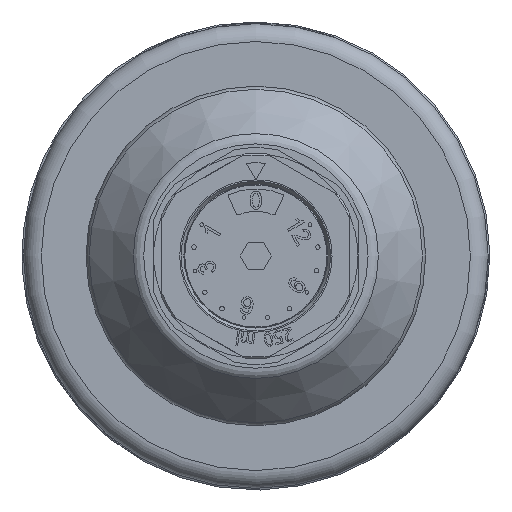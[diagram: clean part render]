
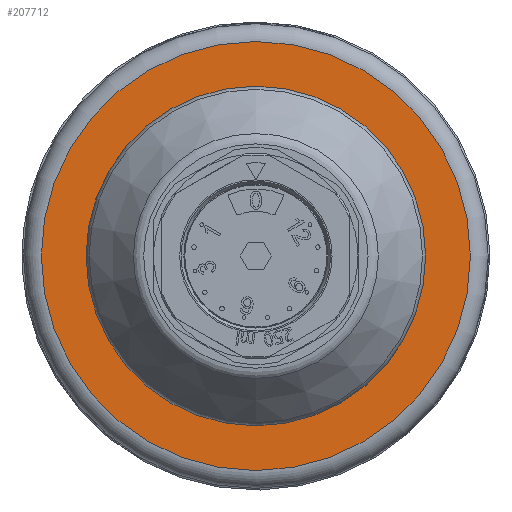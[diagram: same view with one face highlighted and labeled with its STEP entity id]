
A CAD part, left-side view. The second image highlights one B-rep face of the part: STEP entity #207712.
In plain terms, the highlighted planar face has unit normal (-1, 0, 0).
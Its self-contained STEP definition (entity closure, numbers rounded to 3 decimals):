
#198652=CARTESIAN_POINT('',(2.895,0.0,19.));
#198653=VERTEX_POINT('',#198652);
#198654=CARTESIAN_POINT('',(2.895,0.0,0.0));
#198655=DIRECTION('',(-1.0,0.0,0.0));
#198656=DIRECTION('',(0.0,0.0,1.0));
#198657=AXIS2_PLACEMENT_3D('',#198654,#198655,#198656);
#198658=CIRCLE('',#198657,19.);
#198659=EDGE_CURVE('',#198653,#198653,#198658,.T.);
#207689=CARTESIAN_POINT('',(2.895,24.,0.0));
#207690=VERTEX_POINT('',#207689);
#207691=CARTESIAN_POINT('',(2.895,0.0,0.0));
#207692=DIRECTION('',(1.0,0.0,0.0));
#207693=DIRECTION('',(0.0,1.0,0.0));
#207694=AXIS2_PLACEMENT_3D('',#207691,#207692,#207693);
#207695=CIRCLE('',#207694,24.);
#207696=EDGE_CURVE('',#207690,#207690,#207695,.T.);
#207701=CARTESIAN_POINT('',(2.895,21.75,0.0));
#207702=DIRECTION('',(-1.0,0.0,0.0));
#207703=DIRECTION('',(0.0,0.0,1.0));
#207704=AXIS2_PLACEMENT_3D('',#207701,#207702,#207703);
#207705=PLANE('',#207704);
#207706=ORIENTED_EDGE('',*,*,#207696,.F.);
#207707=EDGE_LOOP('',(#207706));
#207708=FACE_OUTER_BOUND('',#207707,.T.);
#207709=ORIENTED_EDGE('',*,*,#198659,.F.);
#207710=EDGE_LOOP('',(#207709));
#207711=FACE_BOUND('',#207710,.T.);
#207712=ADVANCED_FACE('',(#207708,#207711),#207705,.T.);
